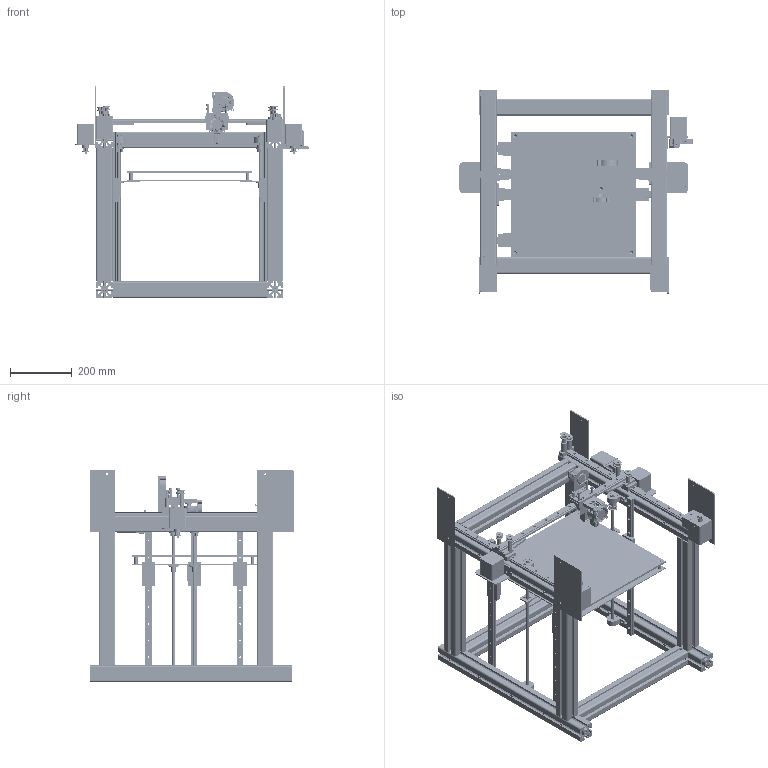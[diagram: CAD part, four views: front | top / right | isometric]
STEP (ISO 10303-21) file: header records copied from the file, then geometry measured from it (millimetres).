
FILE_DESCRIPTION(('FreeCAD Model'),'2;1');
FILE_NAME('Open CASCADE Shape Model','2025-05-03T04:08:52',('FreeCAD'),( 'FreeCAD'),'Open CASCADE STEP processor 7.6','FreeCAD','Unknown');
FILE_SCHEMA(('AUTOMOTIVE_DESIGN { 1 0 10303 214 1 1 1 1 }'));
Products named in the file (1): Open CASCADE STEP translator 7.6 1
Bounding box: 758.4 x 663.59 x 689.16 mm (x, y, z)
Volume: 14813914.1 mm3; surface area: 4396561.1 mm2
Topology: 97 solids, 113 shells, 7976 faces, 26248 edges, 18769 vertices
Faces by surface type: bspline 7976
Entity records: 340018 total; most frequent: CARTESIAN_POINT 193869, ORIENTED_EDGE 52362, EDGE_CURVE 26224, B_SPLINE_CURVE_WITH_KNOTS 18856, VERTEX_POINT 18761, FACE_BOUND 8959, EDGE_LOOP 8959, ADVANCED_FACE 7970
